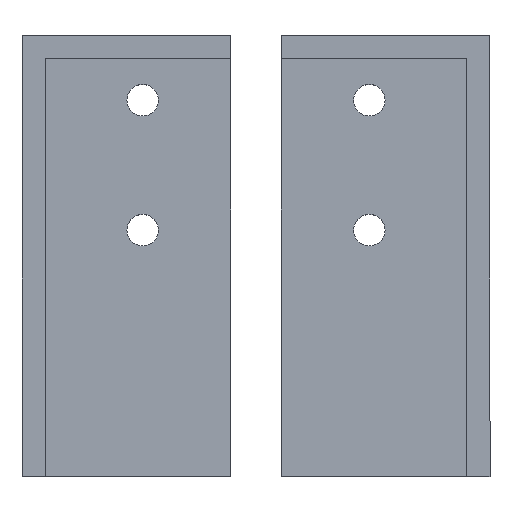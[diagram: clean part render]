
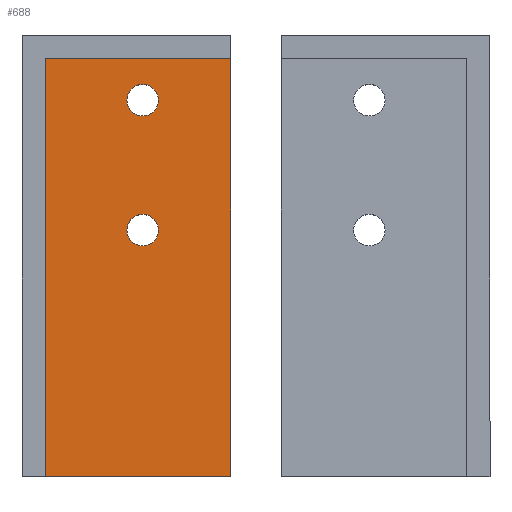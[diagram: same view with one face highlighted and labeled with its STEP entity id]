
A CAD part, top view. The second image highlights one B-rep face of the part: STEP entity #688.
In plain terms, the highlighted planar face has unit normal (0, 0, 1).
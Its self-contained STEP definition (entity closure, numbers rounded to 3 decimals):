
#39 = AXIS2_PLACEMENT_3D ( 'NONE', #1249, #563, #750 ) ;
#56 = VECTOR ( 'NONE', #121, 1000. ) ;
#77 = VECTOR ( 'NONE', #1785, 1000. ) ;
#101 = LINE ( 'NONE', #112, #77 ) ;
#112 = CARTESIAN_POINT ( 'NONE',  ( -9.861, -21.665, 3. ) ) ;
#121 = DIRECTION ( 'NONE',  ( -1., 0., 0. ) ) ;
#221 = DIRECTION ( 'NONE',  ( 1., 0., 0. ) ) ;
#259 = PLANE ( 'NONE',  #39 ) ;
#298 = CARTESIAN_POINT ( 'NONE',  ( 0.639, 18.87, 3. ) ) ;
#332 = ORIENTED_EDGE ( 'NONE', *, *, #1927, .T. ) ;
#375 = VERTEX_POINT ( 'NONE', #1069 ) ;
#395 = ORIENTED_EDGE ( 'NONE', *, *, #1956, .T. ) ;
#415 = AXIS2_PLACEMENT_3D ( 'NONE', #913, #1787, #733 ) ;
#444 = ORIENTED_EDGE ( 'NONE', *, *, #1316, .T. ) ;
#448 = EDGE_CURVE ( 'NONE', #474, #1323, #101, .T. ) ;
#474 = VERTEX_POINT ( 'NONE', #582 ) ;
#515 = EDGE_CURVE ( 'NONE', #682, #2145, #1587, .T. ) ;
#563 = DIRECTION ( 'NONE',  ( 0., 0., 1. ) ) ;
#582 = CARTESIAN_POINT ( 'NONE',  ( -9.861, -21.665, 3. ) ) ;
#647 = VERTEX_POINT ( 'NONE', #1395 ) ;
#682 = VERTEX_POINT ( 'NONE', #772 ) ;
#688 = ADVANCED_FACE ( 'NONE', ( #1094, #1598, #1116 ), #259, .T. ) ;
#710 = AXIS2_PLACEMENT_3D ( 'NONE', #1445, #1075, #221 ) ;
#733 = DIRECTION ( 'NONE',  ( 1., 0., 0. ) ) ;
#748 = VECTOR ( 'NONE', #2142, 1000. ) ;
#750 = DIRECTION ( 'NONE',  ( 1., 0., 0. ) ) ;
#772 = CARTESIAN_POINT ( 'NONE',  ( 2.339, 4.87, 3. ) ) ;
#780 = ORIENTED_EDGE ( 'NONE', *, *, #448, .T. ) ;
#795 = ORIENTED_EDGE ( 'NONE', *, *, #1481, .F. ) ;
#826 = VERTEX_POINT ( 'NONE', #2149 ) ;
#851 = CIRCLE ( 'NONE', #710, 1.7 ) ;
#913 = CARTESIAN_POINT ( 'NONE',  ( 0.639, 4.87, 3. ) ) ;
#934 = DIRECTION ( 'NONE',  ( 1., 0., 0. ) ) ;
#944 = DIRECTION ( 'NONE',  ( 0., 0., 1. ) ) ;
#965 = CARTESIAN_POINT ( 'NONE',  ( 0.639, 4.87, 3. ) ) ;
#976 = CARTESIAN_POINT ( 'NONE',  ( 10.139, 23.335, 3. ) ) ;
#1069 = CARTESIAN_POINT ( 'NONE',  ( -9.861, 23.335, 3. ) ) ;
#1075 = DIRECTION ( 'NONE',  ( 0., 0., 1. ) ) ;
#1094 = FACE_BOUND ( 'NONE', #2227, .T. ) ;
#1096 = ORIENTED_EDGE ( 'NONE', *, *, #1830, .F. ) ;
#1097 = LINE ( 'NONE', #2152, #56 ) ;
#1116 = FACE_BOUND ( 'NONE', #1524, .T. ) ;
#1121 = LINE ( 'NONE', #1143, #1427 ) ;
#1143 = CARTESIAN_POINT ( 'NONE',  ( -9.861, 23.335, 3. ) ) ;
#1249 = CARTESIAN_POINT ( 'NONE',  ( 0., 0., 3. ) ) ;
#1286 = CARTESIAN_POINT ( 'NONE',  ( -1.061, 4.87, 3. ) ) ;
#1305 = LINE ( 'NONE', #976, #748 ) ;
#1316 = EDGE_CURVE ( 'NONE', #2040, #375, #1097, .T. ) ;
#1323 = VERTEX_POINT ( 'NONE', #1472 ) ;
#1334 = ORIENTED_EDGE ( 'NONE', *, *, #1852, .F. ) ;
#1376 = ORIENTED_EDGE ( 'NONE', *, *, #515, .F. ) ;
#1395 = CARTESIAN_POINT ( 'NONE',  ( -1.061, 18.87, 3. ) ) ;
#1427 = VECTOR ( 'NONE', #1828, 1000. ) ;
#1445 = CARTESIAN_POINT ( 'NONE',  ( 0.639, 18.87, 3. ) ) ;
#1472 = CARTESIAN_POINT ( 'NONE',  ( 10.139, -21.665, 3. ) ) ;
#1480 = DIRECTION ( 'NONE',  ( 0., 0., 1. ) ) ;
#1481 = EDGE_CURVE ( 'NONE', #647, #826, #1851, .T. ) ;
#1508 = AXIS2_PLACEMENT_3D ( 'NONE', #965, #944, #934 ) ;
#1524 = EDGE_LOOP ( 'NONE', ( #795, #1096 ) ) ;
#1587 = CIRCLE ( 'NONE', #1508, 1.7 ) ;
#1598 = FACE_OUTER_BOUND ( 'NONE', #1651, .T. ) ;
#1651 = EDGE_LOOP ( 'NONE', ( #332, #780, #395, #444 ) ) ;
#1785 = DIRECTION ( 'NONE',  ( 1., 0., 0. ) ) ;
#1787 = DIRECTION ( 'NONE',  ( 0., 0., 1. ) ) ;
#1828 = DIRECTION ( 'NONE',  ( 0., -1., 0. ) ) ;
#1830 = EDGE_CURVE ( 'NONE', #826, #647, #851, .T. ) ;
#1851 = CIRCLE ( 'NONE', #1928, 1.7 ) ;
#1852 = EDGE_CURVE ( 'NONE', #2145, #682, #2176, .T. ) ;
#1918 = CARTESIAN_POINT ( 'NONE',  ( 10.139, 23.335, 3. ) ) ;
#1927 = EDGE_CURVE ( 'NONE', #375, #474, #1121, .T. ) ;
#1928 = AXIS2_PLACEMENT_3D ( 'NONE', #298, #1480, #2148 ) ;
#1956 = EDGE_CURVE ( 'NONE', #1323, #2040, #1305, .T. ) ;
#2040 = VERTEX_POINT ( 'NONE', #1918 ) ;
#2142 = DIRECTION ( 'NONE',  ( 0., 1., 0. ) ) ;
#2145 = VERTEX_POINT ( 'NONE', #1286 ) ;
#2148 = DIRECTION ( 'NONE',  ( 1., 0., 0. ) ) ;
#2149 = CARTESIAN_POINT ( 'NONE',  ( 2.339, 18.87, 3. ) ) ;
#2152 = CARTESIAN_POINT ( 'NONE',  ( -9.861, 23.335, 3. ) ) ;
#2176 = CIRCLE ( 'NONE', #415, 1.7 ) ;
#2227 = EDGE_LOOP ( 'NONE', ( #1334, #1376 ) ) ;
